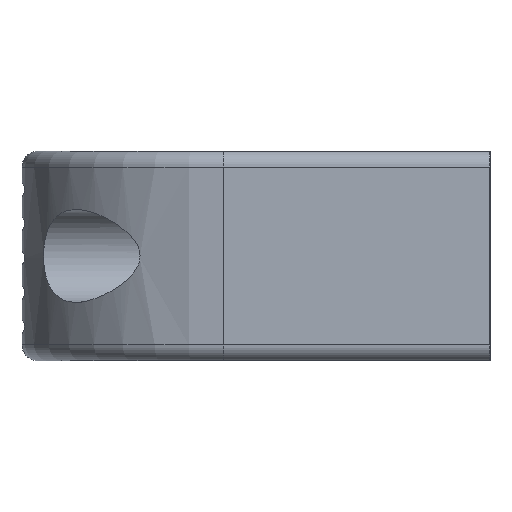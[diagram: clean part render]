
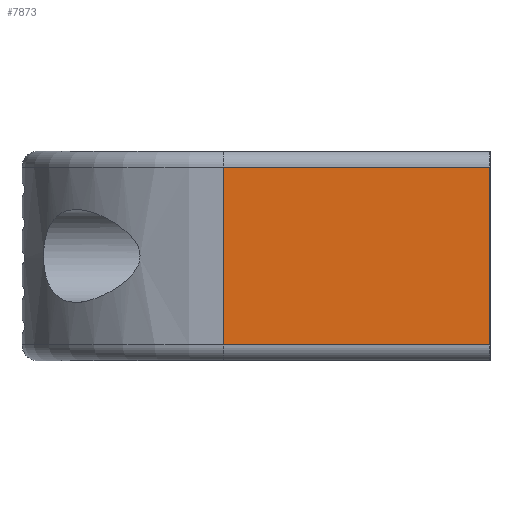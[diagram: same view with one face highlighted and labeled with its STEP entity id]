
A CAD part, left-side view. The second image highlights one B-rep face of the part: STEP entity #7873.
In plain terms, the highlighted planar face has unit normal (-1, 0, 0).
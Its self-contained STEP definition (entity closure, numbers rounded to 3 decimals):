
#1408 = CYLINDRICAL_SURFACE('',#1409,25.);
#1409 = AXIS2_PLACEMENT_3D('',#1410,#1411,#1412);
#1410 = CARTESIAN_POINT('',(17.,33.,-5.));
#1411 = DIRECTION('',(0.,0.,-1.));
#1412 = DIRECTION('',(-1.,0.,0.));
#2596 = VERTEX_POINT('',#2597);
#2597 = CARTESIAN_POINT('',(-8.,33.,-11.));
#2624 = EDGE_CURVE('',#2596,#2625,#2627,.T.);
#2625 = VERTEX_POINT('',#2626);
#2626 = CARTESIAN_POINT('',(-8.,33.,11.));
#2627 = SURFACE_CURVE('',#2628,(#2632,#2639),.PCURVE_S1.);
#2628 = LINE('',#2629,#2630);
#2629 = CARTESIAN_POINT('',(-8.,33.,-11.));
#2630 = VECTOR('',#2631,1.);
#2631 = DIRECTION('',(0.,0.,1.));
#2632 = PCURVE('',#1408,#2633);
#2633 = DEFINITIONAL_REPRESENTATION('',(#2634),#2638);
#2634 = LINE('',#2635,#2636);
#2635 = CARTESIAN_POINT('',(0.,6.));
#2636 = VECTOR('',#2637,1.);
#2637 = DIRECTION('',(0.,-1.));
#2638 = ( GEOMETRIC_REPRESENTATION_CONTEXT(2) 
PARAMETRIC_REPRESENTATION_CONTEXT() REPRESENTATION_CONTEXT('2D SPACE',''
  ) );
#2639 = PCURVE('',#2640,#2645);
#2640 = PLANE('',#2641);
#2641 = AXIS2_PLACEMENT_3D('',#2642,#2643,#2644);
#2642 = CARTESIAN_POINT('',(-8.,33.,-11.));
#2643 = DIRECTION('',(1.,0.,0.));
#2644 = DIRECTION('',(0.,0.,-1.));
#2645 = DEFINITIONAL_REPRESENTATION('',(#2646),#2650);
#2646 = LINE('',#2647,#2648);
#2647 = CARTESIAN_POINT('',(0.,0.));
#2648 = VECTOR('',#2649,1.);
#2649 = DIRECTION('',(-1.,0.));
#2650 = ( GEOMETRIC_REPRESENTATION_CONTEXT(2) 
PARAMETRIC_REPRESENTATION_CONTEXT() REPRESENTATION_CONTEXT('2D SPACE',''
  ) );
#3796 = CYLINDRICAL_SURFACE('',#3797,2.);
#3797 = AXIS2_PLACEMENT_3D('',#3798,#3799,#3800);
#3798 = CARTESIAN_POINT('',(-6.,33.,11.));
#3799 = DIRECTION('',(0.,-1.,0.));
#3800 = DIRECTION('',(0.,0.,-1.));
#3824 = PLANE('',#3825);
#3825 = AXIS2_PLACEMENT_3D('',#3826,#3827,#3828);
#3826 = CARTESIAN_POINT('',(-6.,0.,11.));
#3827 = DIRECTION('',(0.,1.,0.));
#3828 = DIRECTION('',(0.,-0.,1.));
#4251 = CYLINDRICAL_SURFACE('',#4252,2.);
#4252 = AXIS2_PLACEMENT_3D('',#4253,#4254,#4255);
#4253 = CARTESIAN_POINT('',(-6.,33.,-11.));
#4254 = DIRECTION('',(0.,-1.,0.));
#4255 = DIRECTION('',(0.,0.,-1.));
#7873 = ADVANCED_FACE('',(#7874),#2640,.F.);
#7874 = FACE_BOUND('',#7875,.T.);
#7875 = EDGE_LOOP('',(#7876,#7901,#7922,#7923));
#7876 = ORIENTED_EDGE('',*,*,#7877,.T.);
#7877 = EDGE_CURVE('',#7878,#7880,#7882,.T.);
#7878 = VERTEX_POINT('',#7879);
#7879 = CARTESIAN_POINT('',(-8.,0.,-11.));
#7880 = VERTEX_POINT('',#7881);
#7881 = CARTESIAN_POINT('',(-8.,0.,11.));
#7882 = SURFACE_CURVE('',#7883,(#7887,#7894),.PCURVE_S1.);
#7883 = LINE('',#7884,#7885);
#7884 = CARTESIAN_POINT('',(-8.,0.,-11.));
#7885 = VECTOR('',#7886,1.);
#7886 = DIRECTION('',(0.,0.,1.));
#7887 = PCURVE('',#2640,#7888);
#7888 = DEFINITIONAL_REPRESENTATION('',(#7889),#7893);
#7889 = LINE('',#7890,#7891);
#7890 = CARTESIAN_POINT('',(0.,-33.));
#7891 = VECTOR('',#7892,1.);
#7892 = DIRECTION('',(-1.,0.));
#7893 = ( GEOMETRIC_REPRESENTATION_CONTEXT(2) 
PARAMETRIC_REPRESENTATION_CONTEXT() REPRESENTATION_CONTEXT('2D SPACE',''
  ) );
#7894 = PCURVE('',#3824,#7895);
#7895 = DEFINITIONAL_REPRESENTATION('',(#7896),#7900);
#7896 = LINE('',#7897,#7898);
#7897 = CARTESIAN_POINT('',(-22.,-2.));
#7898 = VECTOR('',#7899,1.);
#7899 = DIRECTION('',(1.,0.));
#7900 = ( GEOMETRIC_REPRESENTATION_CONTEXT(2) 
PARAMETRIC_REPRESENTATION_CONTEXT() REPRESENTATION_CONTEXT('2D SPACE',''
  ) );
#7901 = ORIENTED_EDGE('',*,*,#7902,.F.);
#7902 = EDGE_CURVE('',#2625,#7880,#7903,.T.);
#7903 = SURFACE_CURVE('',#7904,(#7908,#7915),.PCURVE_S1.);
#7904 = LINE('',#7905,#7906);
#7905 = CARTESIAN_POINT('',(-8.,33.,11.));
#7906 = VECTOR('',#7907,1.);
#7907 = DIRECTION('',(0.,-1.,0.));
#7908 = PCURVE('',#2640,#7909);
#7909 = DEFINITIONAL_REPRESENTATION('',(#7910),#7914);
#7910 = LINE('',#7911,#7912);
#7911 = CARTESIAN_POINT('',(-22.,0.));
#7912 = VECTOR('',#7913,1.);
#7913 = DIRECTION('',(0.,-1.));
#7914 = ( GEOMETRIC_REPRESENTATION_CONTEXT(2) 
PARAMETRIC_REPRESENTATION_CONTEXT() REPRESENTATION_CONTEXT('2D SPACE',''
  ) );
#7915 = PCURVE('',#3796,#7916);
#7916 = DEFINITIONAL_REPRESENTATION('',(#7917),#7921);
#7917 = LINE('',#7918,#7919);
#7918 = CARTESIAN_POINT('',(4.712,0.));
#7919 = VECTOR('',#7920,1.);
#7920 = DIRECTION('',(0.,1.));
#7921 = ( GEOMETRIC_REPRESENTATION_CONTEXT(2) 
PARAMETRIC_REPRESENTATION_CONTEXT() REPRESENTATION_CONTEXT('2D SPACE',''
  ) );
#7922 = ORIENTED_EDGE('',*,*,#2624,.F.);
#7923 = ORIENTED_EDGE('',*,*,#7924,.T.);
#7924 = EDGE_CURVE('',#2596,#7878,#7925,.T.);
#7925 = SURFACE_CURVE('',#7926,(#7930,#7937),.PCURVE_S1.);
#7926 = LINE('',#7927,#7928);
#7927 = CARTESIAN_POINT('',(-8.,33.,-11.));
#7928 = VECTOR('',#7929,1.);
#7929 = DIRECTION('',(0.,-1.,0.));
#7930 = PCURVE('',#2640,#7931);
#7931 = DEFINITIONAL_REPRESENTATION('',(#7932),#7936);
#7932 = LINE('',#7933,#7934);
#7933 = CARTESIAN_POINT('',(0.,0.));
#7934 = VECTOR('',#7935,1.);
#7935 = DIRECTION('',(0.,-1.));
#7936 = ( GEOMETRIC_REPRESENTATION_CONTEXT(2) 
PARAMETRIC_REPRESENTATION_CONTEXT() REPRESENTATION_CONTEXT('2D SPACE',''
  ) );
#7937 = PCURVE('',#4251,#7938);
#7938 = DEFINITIONAL_REPRESENTATION('',(#7939),#7943);
#7939 = LINE('',#7940,#7941);
#7940 = CARTESIAN_POINT('',(4.712,0.));
#7941 = VECTOR('',#7942,1.);
#7942 = DIRECTION('',(0.,1.));
#7943 = ( GEOMETRIC_REPRESENTATION_CONTEXT(2) 
PARAMETRIC_REPRESENTATION_CONTEXT() REPRESENTATION_CONTEXT('2D SPACE',''
  ) );
